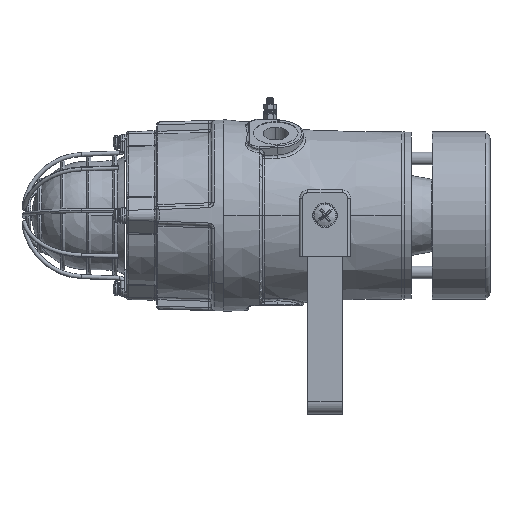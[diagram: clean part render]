
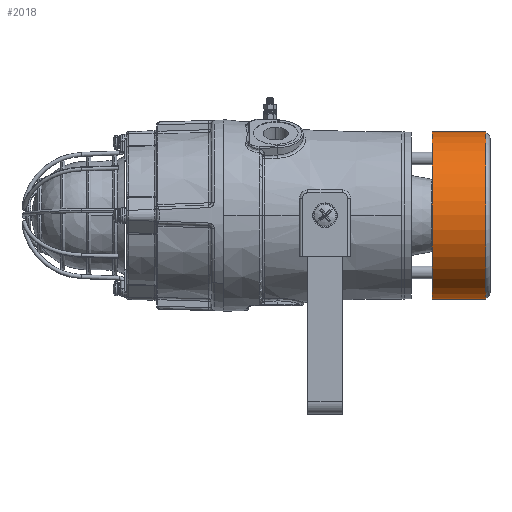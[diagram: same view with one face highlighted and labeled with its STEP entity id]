
A CAD part, top view. The second image highlights one B-rep face of the part: STEP entity #2018.
In plain terms, the highlighted cylindrical face has radius 61 mm (diameter 122 mm), a partial arc.
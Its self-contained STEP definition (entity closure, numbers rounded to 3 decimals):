
#328 = AXIS2_PLACEMENT_3D ( 'NONE', #21079, #60059, #20457 ) ;
#2018 = ADVANCED_FACE ( 'NONE', ( #4605 ), #29467, .T. ) ;
#4597 = CARTESIAN_POINT ( 'NONE',  ( 0., 30.13, -61. ) ) ;
#4605 = FACE_OUTER_BOUND ( 'NONE', #62326, .T. ) ;
#9147 = DIRECTION ( 'NONE',  ( 0., -1., 0. ) ) ;
#10965 = EDGE_CURVE ( 'NONE', #54163, #14030, #43521, .T. ) ;
#14030 = VERTEX_POINT ( 'NONE', #37026 ) ;
#15448 = DIRECTION ( 'NONE',  ( 0., 0., -1. ) ) ;
#15980 = AXIS2_PLACEMENT_3D ( 'NONE', #55328, #50838, #46350 ) ;
#19344 = LINE ( 'NONE', #38842, #25334 ) ;
#20408 = ORIENTED_EDGE ( 'NONE', *, *, #31019, .T. ) ;
#20457 = DIRECTION ( 'NONE',  ( 0., 0., -1. ) ) ;
#21079 = CARTESIAN_POINT ( 'NONE',  ( 0., 30.13, 0. ) ) ;
#24543 = EDGE_CURVE ( 'NONE', #38713, #14030, #42715, .T. ) ;
#25001 = VERTEX_POINT ( 'NONE', #4597 ) ;
#25334 = VECTOR ( 'NONE', #34025, 1000. ) ;
#29467 = CYLINDRICAL_SURFACE ( 'NONE', #54128, 61. ) ;
#31019 = EDGE_CURVE ( 'NONE', #25001, #54163, #19344, .T. ) ;
#34025 = DIRECTION ( 'NONE',  ( 0., -1., 0. ) ) ;
#35464 = ORIENTED_EDGE ( 'NONE', *, *, #38416, .T. ) ;
#35818 = ORIENTED_EDGE ( 'NONE', *, *, #10965, .T. ) ;
#37026 = CARTESIAN_POINT ( 'NONE',  ( 0., -9., 61. ) ) ;
#37041 = CIRCLE ( 'NONE', #328, 61. ) ;
#37788 = CARTESIAN_POINT ( 'NONE',  ( 0., -9., -61. ) ) ;
#38416 = EDGE_CURVE ( 'NONE', #38713, #25001, #37041, .T. ) ;
#38713 = VERTEX_POINT ( 'NONE', #51131 ) ;
#38842 = CARTESIAN_POINT ( 'NONE',  ( 0., 202.664, -61. ) ) ;
#41228 = ORIENTED_EDGE ( 'NONE', *, *, #24543, .F. ) ;
#42715 = LINE ( 'NONE', #43019, #48808 ) ;
#43019 = CARTESIAN_POINT ( 'NONE',  ( 0., 202.664, 61. ) ) ;
#43263 = CARTESIAN_POINT ( 'NONE',  ( 0., 202.664, 0. ) ) ;
#43521 = CIRCLE ( 'NONE', #15980, 61. ) ;
#46350 = DIRECTION ( 'NONE',  ( 0., 0., 1. ) ) ;
#48808 = VECTOR ( 'NONE', #9147, 1000. ) ;
#48996 = DIRECTION ( 'NONE',  ( 0., -1., 0. ) ) ;
#50838 = DIRECTION ( 'NONE',  ( 0., 1., 0. ) ) ;
#51131 = CARTESIAN_POINT ( 'NONE',  ( 0., 30.13, 61. ) ) ;
#54128 = AXIS2_PLACEMENT_3D ( 'NONE', #43263, #48996, #15448 ) ;
#54163 = VERTEX_POINT ( 'NONE', #37788 ) ;
#55328 = CARTESIAN_POINT ( 'NONE',  ( 0., -9., 0. ) ) ;
#60059 = DIRECTION ( 'NONE',  ( 0., -1., 0. ) ) ;
#62326 = EDGE_LOOP ( 'NONE', ( #41228, #35464, #20408, #35818 ) ) ;
